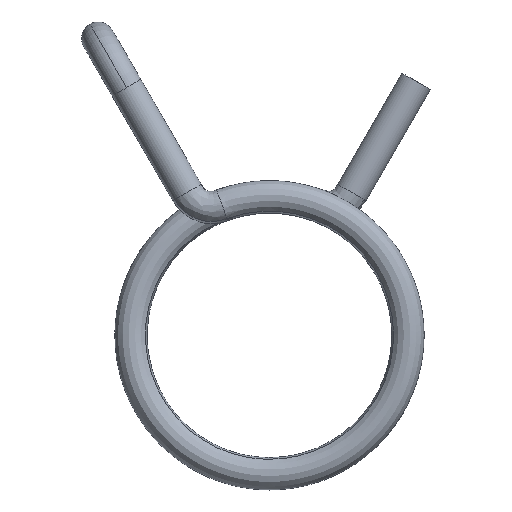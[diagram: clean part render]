
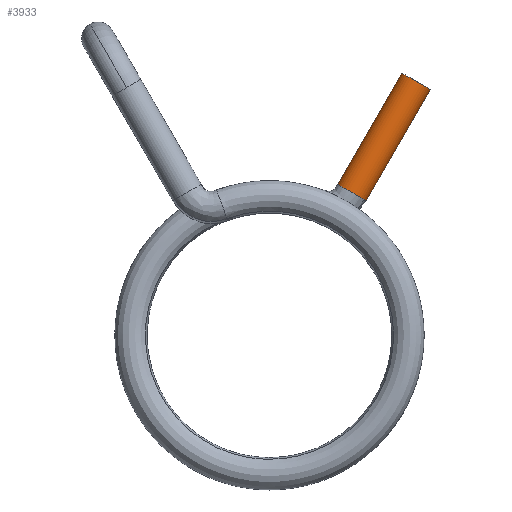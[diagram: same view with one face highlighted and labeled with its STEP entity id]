
A CAD part, top view. The second image highlights one B-rep face of the part: STEP entity #3933.
In plain terms, the highlighted cylindrical face has radius 0.9 mm (diameter 1.8 mm), a partial arc.
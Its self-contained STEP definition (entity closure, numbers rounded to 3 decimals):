
#65 = CIRCLE ( 'NONE', #7333, 0.9 ) ;
#96 = FACE_OUTER_BOUND ( 'NONE', #3146, .T. ) ;
#142 = CARTESIAN_POINT ( 'NONE',  ( 4.499, 7.792, 0.95 ) ) ;
#305 = CARTESIAN_POINT ( 'NONE',  ( 7.221, 14.306, 0.95 ) ) ;
#371 = AXIS2_PLACEMENT_3D ( 'NONE', #142, #5891, #752 ) ;
#424 = DIRECTION ( 'NONE',  ( -0.735, 0.424, -0.529 ) ) ;
#494 = ORIENTED_EDGE ( 'NONE', *, *, #723, .T. ) ;
#545 = CARTESIAN_POINT ( 'NONE',  ( 4.499, 7.792, 0.95 ) ) ;
#723 = EDGE_CURVE ( 'NONE', #6450, #4429, #5706, .T. ) ;
#749 = EDGE_CURVE ( 'NONE', #4191, #3347, #65, .T. ) ;
#752 = DIRECTION ( 'NONE',  ( -0.866, 0.5, 0. ) ) ;
#1249 = DIRECTION ( 'NONE',  ( 0.5, 0.866, 0. ) ) ;
#1355 = CIRCLE ( 'NONE', #6949, 0.9 ) ;
#1387 = ORIENTED_EDGE ( 'NONE', *, *, #5076, .T. ) ;
#1629 = VERTEX_POINT ( 'NONE', #3972 ) ;
#1662 = DIRECTION ( 'NONE',  ( 0.5, 0.866, 0. ) ) ;
#1790 = DIRECTION ( 'NONE',  ( 0.5, 0.866, 0. ) ) ;
#2194 = CARTESIAN_POINT ( 'NONE',  ( 8., 13.856, 0.95 ) ) ;
#2606 = ORIENTED_EDGE ( 'NONE', *, *, #6095, .T. ) ;
#3030 = VECTOR ( 'NONE', #1662, 1000. ) ;
#3146 = EDGE_LOOP ( 'NONE', ( #494, #1387, #4751, #5817, #2606 ) ) ;
#3347 = VERTEX_POINT ( 'NONE', #6268 ) ;
#3466 = LINE ( 'NONE', #4070, #5645 ) ;
#3859 = CARTESIAN_POINT ( 'NONE',  ( 3.719, 8.242, 0.95 ) ) ;
#3933 = ADVANCED_FACE ( 'NONE', ( #96 ), #6509, .T. ) ;
#3950 = CARTESIAN_POINT ( 'NONE',  ( 4.499, 7.792, 0.95 ) ) ;
#3972 = CARTESIAN_POINT ( 'NONE',  ( 3.724, 8.239, 0.95 ) ) ;
#4070 = CARTESIAN_POINT ( 'NONE',  ( 5.278, 7.342, 0.95 ) ) ;
#4191 = VERTEX_POINT ( 'NONE', #305 ) ;
#4429 = VERTEX_POINT ( 'NONE', #7194 ) ;
#4433 = DIRECTION ( 'NONE',  ( 0.5, 0.866, 0. ) ) ;
#4514 = DIRECTION ( 'NONE',  ( 0.5, 0.866, 0. ) ) ;
#4647 = DIRECTION ( 'NONE',  ( -0.735, 0.424, -0.529 ) ) ;
#4751 = ORIENTED_EDGE ( 'NONE', *, *, #749, .F. ) ;
#4967 = CARTESIAN_POINT ( 'NONE',  ( 5.161, 7.41, 1.426 ) ) ;
#5076 = EDGE_CURVE ( 'NONE', #4429, #3347, #3466, .T. ) ;
#5639 = EDGE_CURVE ( 'NONE', #1629, #4191, #7227, .T. ) ;
#5645 = VECTOR ( 'NONE', #1249, 1000. ) ;
#5706 = CIRCLE ( 'NONE', #6419, 0.9 ) ;
#5817 = ORIENTED_EDGE ( 'NONE', *, *, #5639, .F. ) ;
#5891 = DIRECTION ( 'NONE',  ( 0.5, 0.866, 0. ) ) ;
#6095 = EDGE_CURVE ( 'NONE', #1629, #6450, #1355, .T. ) ;
#6268 = CARTESIAN_POINT ( 'NONE',  ( 8.779, 13.406, 0.95 ) ) ;
#6419 = AXIS2_PLACEMENT_3D ( 'NONE', #545, #4433, #424 ) ;
#6450 = VERTEX_POINT ( 'NONE', #4967 ) ;
#6509 = CYLINDRICAL_SURFACE ( 'NONE', #371, 0.9 ) ;
#6949 = AXIS2_PLACEMENT_3D ( 'NONE', #3950, #1790, #4647 ) ;
#7179 = DIRECTION ( 'NONE',  ( -0.735, 0.424, -0.529 ) ) ;
#7194 = CARTESIAN_POINT ( 'NONE',  ( 5.273, 7.345, 0.95 ) ) ;
#7227 = LINE ( 'NONE', #3859, #3030 ) ;
#7333 = AXIS2_PLACEMENT_3D ( 'NONE', #2194, #4514, #7179 ) ;
